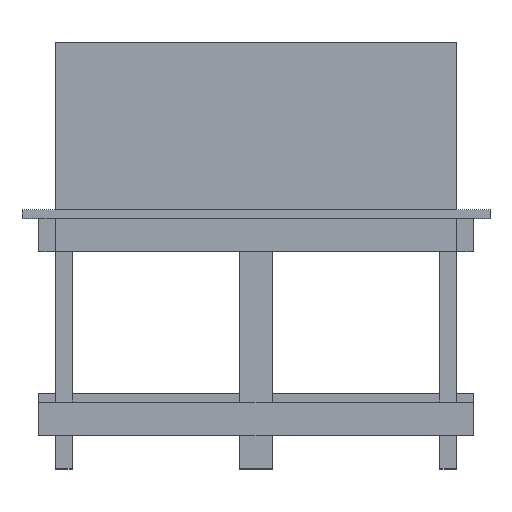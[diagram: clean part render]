
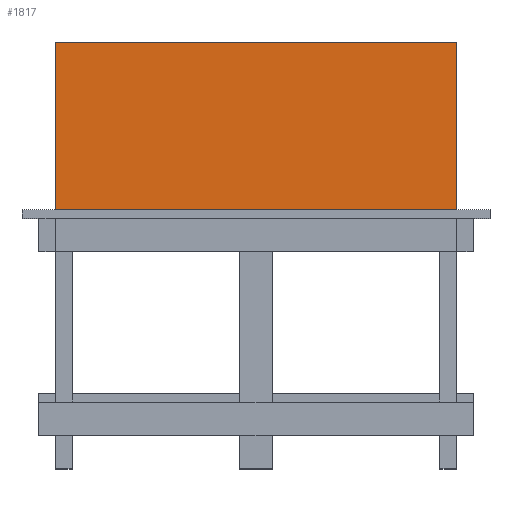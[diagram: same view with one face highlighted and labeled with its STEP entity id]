
A CAD part, top view. The second image highlights one B-rep face of the part: STEP entity #1817.
In plain terms, the highlighted planar face has unit normal (0, 0, 1).
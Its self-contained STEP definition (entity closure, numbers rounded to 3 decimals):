
#127=FACE_OUTER_BOUND('',#238,.T.);
#238=EDGE_LOOP('',(#1485,#1486,#1487,#1488));
#434=LINE('',#2805,#674);
#442=LINE('',#2820,#682);
#443=LINE('',#2822,#683);
#444=LINE('',#2823,#684);
#674=VECTOR('',#2312,10.);
#682=VECTOR('',#2324,10.);
#683=VECTOR('',#2327,10.);
#684=VECTOR('',#2328,10.);
#857=VERTEX_POINT('',#2801);
#859=VERTEX_POINT('',#2804);
#863=VERTEX_POINT('',#2816);
#864=VERTEX_POINT('',#2818);
#1074=EDGE_CURVE('',#857,#859,#434,.T.);
#1082=EDGE_CURVE('',#863,#864,#442,.T.);
#1083=EDGE_CURVE('',#863,#857,#443,.T.);
#1084=EDGE_CURVE('',#859,#864,#444,.T.);
#1485=ORIENTED_EDGE('',*,*,#1083,.F.);
#1486=ORIENTED_EDGE('',*,*,#1082,.T.);
#1487=ORIENTED_EDGE('',*,*,#1084,.F.);
#1488=ORIENTED_EDGE('',*,*,#1074,.F.);
#1708=PLANE('',#1953);
#1817=ADVANCED_FACE('',(#127),#1708,.T.);
#1953=AXIS2_PLACEMENT_3D('',#2821,#2325,#2326);
#2312=DIRECTION('',(0.,1.,0.));
#2324=DIRECTION('',(0.,1.,0.));
#2325=DIRECTION('center_axis',(0.,0.,1.));
#2326=DIRECTION('ref_axis',(1.,0.,0.));
#2327=DIRECTION('',(-1.,0.,0.));
#2328=DIRECTION('',(1.,0.,0.));
#2801=CARTESIAN_POINT('',(0.,775.,500.));
#2804=CARTESIAN_POINT('',(0.,1275.,500.));
#2805=CARTESIAN_POINT('',(0.,775.,500.));
#2816=CARTESIAN_POINT('',(1200.,775.,500.));
#2818=CARTESIAN_POINT('',(1200.,1275.,500.));
#2820=CARTESIAN_POINT('',(1200.,775.,500.));
#2821=CARTESIAN_POINT('Origin',(0.,775.,500.));
#2822=CARTESIAN_POINT('',(1200.,775.,500.));
#2823=CARTESIAN_POINT('',(1200.,1275.,500.));
